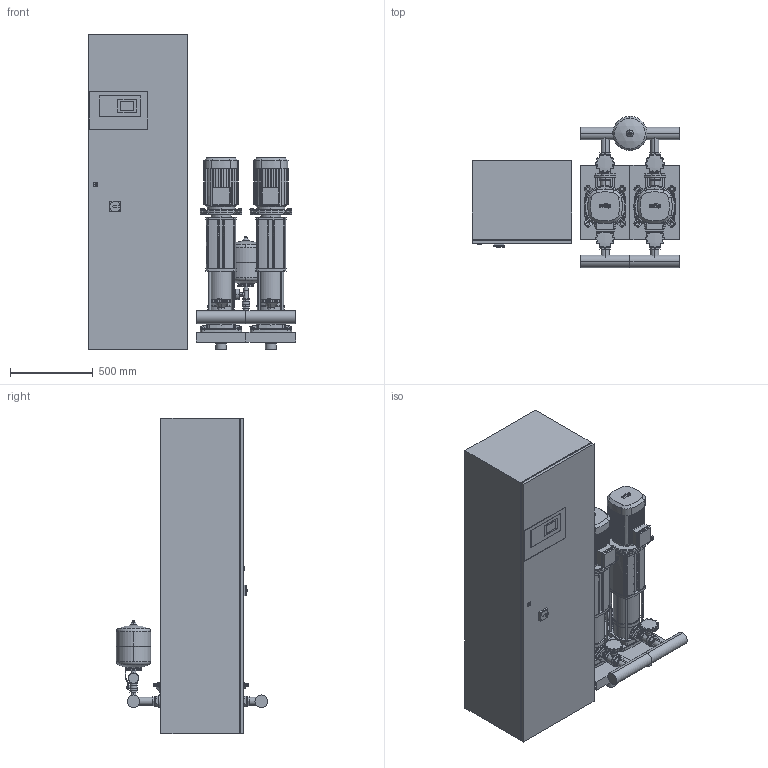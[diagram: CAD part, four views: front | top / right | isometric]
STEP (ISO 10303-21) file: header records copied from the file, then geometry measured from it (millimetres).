
FILE_DESCRIPTION((''),'2;1');
FILE_NAME('3d_COR-2HELIXV1607_K_CC-01-2532257.stp','2016-01-25T07:20:07',(''),(''),'Mechanical Desktop 2009','Mechanical Desktop 2009',', , ');
FILE_SCHEMA(('CONFIG_CONTROL_DESIGN'));
Length unit declared in the file: millimetre
Products named in the file (1): Product
Bounding box: 1250 x 911.05 x 1900 mm (x, y, z)
Volume: 641371142.2 mm3; surface area: 10664910.9 mm2
Topology: 108 solids, 108 shells, 3833 faces, 10093 edges, 6622 vertices
Faces by surface type: plane 1717, bspline 992, cylinder 886, cone 160, torus 64, sphere 14
Entity records: 126093 total; most frequent: CARTESIAN_POINT 31313, ORIENTED_EDGE 20170, DIRECTION 18275, EDGE_CURVE 10085, VECTOR 6679, LINE 6679, VERTEX_POINT 6616, AXIS2_PLACEMENT_3D 5798
